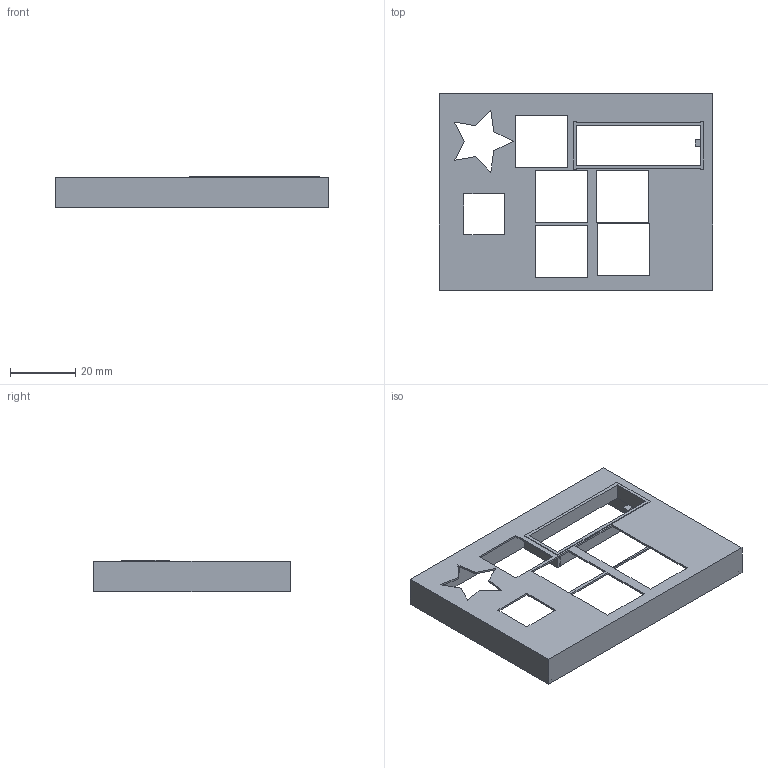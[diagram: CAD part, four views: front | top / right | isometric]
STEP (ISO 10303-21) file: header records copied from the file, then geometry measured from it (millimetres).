
FILE_DESCRIPTION(('FreeCAD Model'),'2;1');
FILE_NAME('Open CASCADE Shape Model','2026-02-15T09:44:48',(''),(''), 'Open CASCADE STEP processor 7.8','FreeCAD','Unknown');
FILE_SCHEMA(('AUTOMOTIVE_DESIGN { 1 0 10303 214 1 1 1 1 }'));
Length unit declared in the file: millimetre
Products named in the file (1): TOP HALF + MAGNET HOLES
Bounding box: 84.1 x 60.35 x 9.6 mm (x, y, z)
Volume: 9363 mm3; surface area: 12246.4 mm2
Topology: 1 solids, 1 shells, 95 faces, 258 edges, 172 vertices
Faces by surface type: plane 91, cylinder 4
Full cylindrical faces by diameter (mm): 2.4 x4
Entity records: 2998 total; most frequent: CARTESIAN_POINT 526, ORIENTED_EDGE 516, DIRECTION 458, EDGE_CURVE 258, LINE 250, VECTOR 250, VERTEX_POINT 172, FACE_BOUND 120
